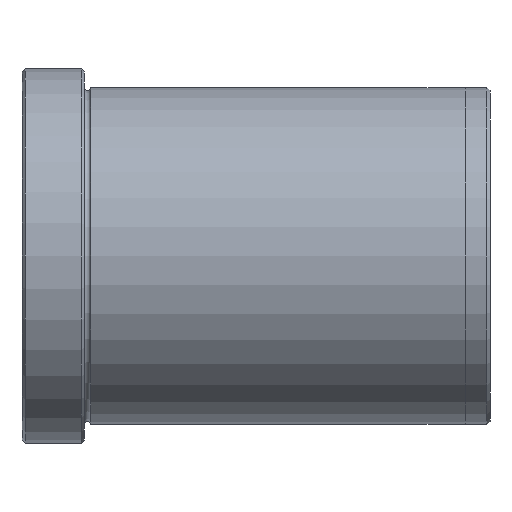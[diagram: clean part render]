
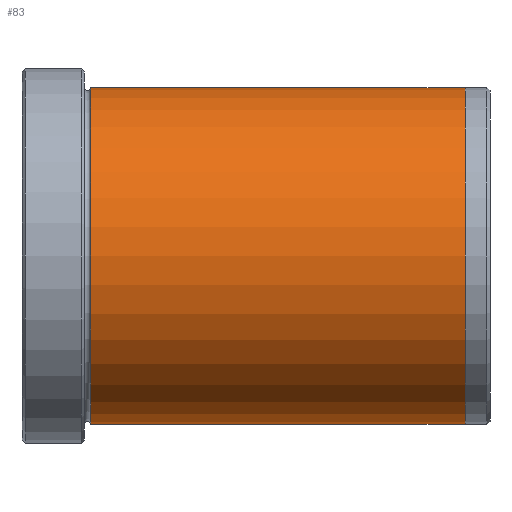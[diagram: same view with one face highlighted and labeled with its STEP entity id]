
A CAD part, front view. The second image highlights one B-rep face of the part: STEP entity #83.
In plain terms, the highlighted cylindrical face has radius 27 mm (diameter 54 mm), a full revolution.
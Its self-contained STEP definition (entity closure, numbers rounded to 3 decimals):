
#83 = ADVANCED_FACE( '', ( #111, #112 ), #113, .T. );
#111 = FACE_OUTER_BOUND( '', #153, .T. );
#112 = FACE_OUTER_BOUND( '', #154, .T. );
#113 = CYLINDRICAL_SURFACE( '', #155, 27. );
#153 = EDGE_LOOP( '', ( #207 ) );
#154 = EDGE_LOOP( '', ( #208 ) );
#155 = AXIS2_PLACEMENT_3D( '', #209, #210, #211 );
#207 = ORIENTED_EDGE( '', *, *, #258, .F. );
#208 = ORIENTED_EDGE( '', *, *, #252, .T. );
#209 = CARTESIAN_POINT( '', ( 16., 0., 0. ) );
#210 = DIRECTION( '', ( 1., 0., 0. ) );
#211 = DIRECTION( '', ( 0., 0., 1. ) );
#252 = EDGE_CURVE( '', #271, #271, #272, .T. );
#258 = EDGE_CURVE( '', #283, #283, #284, .T. );
#271 = VERTEX_POINT( '', #299 );
#272 = CIRCLE( '', #300, 27. );
#283 = VERTEX_POINT( '', #311 );
#284 = CIRCLE( '', #312, 27. );
#299 = CARTESIAN_POINT( '', ( 71., 0., 27. ) );
#300 = AXIS2_PLACEMENT_3D( '', #332, #333, #334 );
#311 = CARTESIAN_POINT( '', ( 11., 0., 27. ) );
#312 = AXIS2_PLACEMENT_3D( '', #350, #351, #352 );
#332 = CARTESIAN_POINT( '', ( 71., 0., 0. ) );
#333 = DIRECTION( '', ( -1., 0., 0. ) );
#334 = DIRECTION( '', ( 0., 0., 1. ) );
#350 = CARTESIAN_POINT( '', ( 11., 0., 0. ) );
#351 = DIRECTION( '', ( -1., 0., 0. ) );
#352 = DIRECTION( '', ( 0., 0., 1. ) );
